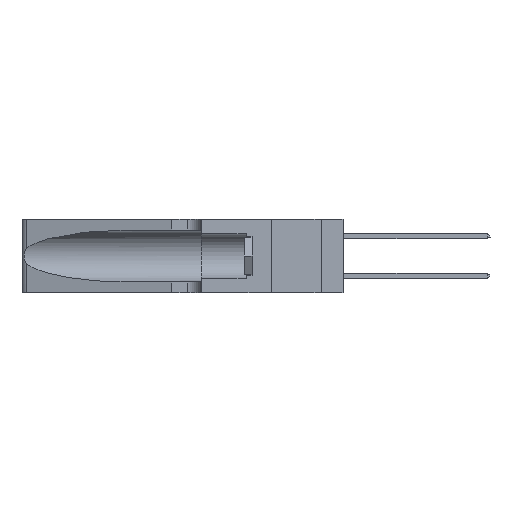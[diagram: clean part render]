
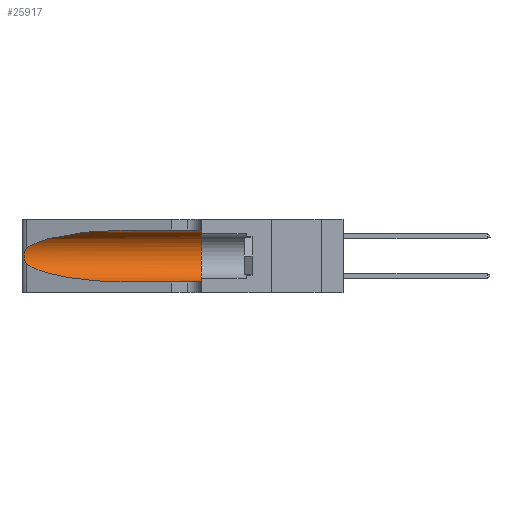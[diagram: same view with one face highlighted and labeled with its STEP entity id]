
A CAD part, left-side view. The second image highlights one B-rep face of the part: STEP entity #25917.
In plain terms, the highlighted cylindrical face has radius 3.308 mm (diameter 6.617 mm), a partial arc.
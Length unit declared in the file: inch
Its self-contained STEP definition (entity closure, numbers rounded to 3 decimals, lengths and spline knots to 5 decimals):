
#147 = EDGE_CURVE ( 'NONE', #6240, #9226, #20589, .T. ) ;
#329 = CARTESIAN_POINT ( 'NONE',  ( 0.25487, 1.22718, 0.14631 ) ) ;
#630 = LINE ( 'NONE', #16535, #5693 ) ;
#741 = CARTESIAN_POINT ( 'NONE',  ( 0.1305, 0.72297, 0.05475 ) ) ;
#838 = CARTESIAN_POINT ( 'NONE',  ( 0.25487, 1.22718, 0.14631 ) ) ;
#1423 = ORIENTED_EDGE ( 'NONE', *, *, #21119, .T. ) ;
#1552 = CARTESIAN_POINT ( 'NONE',  ( 0.18966, 0.96281, 0.31525 ) ) ;
#1572 = CARTESIAN_POINT ( 'NONE',  ( 0.26075, 1.23896, 0.178 ) ) ;
#1768 = CARTESIAN_POINT ( 'NONE',  ( 0.1305, 1.61858, 0.31525 ) ) ;
#1851 = CARTESIAN_POINT ( 'NONE',  ( 0.25639, 1.23186, 0.15144 ) ) ;
#1952 = CARTESIAN_POINT ( 'NONE',  ( 0.1305, 0.72297, 0.05475 ) ) ;
#2972 = CARTESIAN_POINT ( 'NONE',  ( 0.1305, 0.35, 0.31525 ) ) ;
#4246 = AXIS2_PLACEMENT_3D ( 'NONE', #15053, #6752, #6571 ) ;
#5363 = LINE ( 'NONE', #1768, #5687 ) ;
#5586 = CARTESIAN_POINT ( 'NONE',  ( 0.1305, 0.72297, 0.31525 ) ) ;
#5687 = VECTOR ( 'NONE', #6832, 39.37008 ) ;
#5693 = VECTOR ( 'NONE', #6009, 39.37008 ) ;
#5926 = EDGE_CURVE ( 'NONE', #26467, #9226, #630, .T. ) ;
#6009 = DIRECTION ( 'NONE',  ( 0., -1., 0. ) ) ;
#6168 = VERTEX_POINT ( 'NONE', #329 ) ;
#6240 = VERTEX_POINT ( 'NONE', #2972 ) ;
#6541 = CYLINDRICAL_SURFACE ( 'NONE', #4246, 0.13025 ) ;
#6571 = DIRECTION ( 'NONE',  ( 0., 0., -1. ) ) ;
#6752 = DIRECTION ( 'NONE',  ( 0., -1., 0. ) ) ;
#6832 = DIRECTION ( 'NONE',  ( 0., -1., 0. ) ) ;
#7701 = EDGE_LOOP ( 'NONE', ( #1423, #11913, #22667, #12409, #12928, #12045 ) ) ;
#8148 = CARTESIAN_POINT ( 'NONE',  ( 0.26075, 1.23896, 0.19203 ) ) ;
#9226 = VERTEX_POINT ( 'NONE', #16496 ) ;
#10117 =( BOUNDED_CURVE ( )  B_SPLINE_CURVE ( 3, ( #20765, #1552, #23234, #25227 ),
 .UNSPECIFIED., .F., .T. ) 
 B_SPLINE_CURVE_WITH_KNOTS ( ( 4, 4 ),
 ( 1.5708, 2.84003 ),
 .UNSPECIFIED. ) 
 CURVE ( )  GEOMETRIC_REPRESENTATION_ITEM ( )  RATIONAL_B_SPLINE_CURVE ( ( 1., 0.87, 0.87, 1. ) ) 
 REPRESENTATION_ITEM ( '' )  );
#11005 = CARTESIAN_POINT ( 'NONE',  ( 0.1305, 0.35, 0.185 ) ) ;
#11095 = DIRECTION ( 'NONE',  ( 0., 1., 0. ) ) ;
#11399 = AXIS2_PLACEMENT_3D ( 'NONE', #11005, #11095, #22148 ) ;
#11913 = ORIENTED_EDGE ( 'NONE', *, *, #16597, .T. ) ;
#12045 = ORIENTED_EDGE ( 'NONE', *, *, #18932, .F. ) ;
#12264 = CARTESIAN_POINT ( 'NONE',  ( 0.25555, 1.22993, 0.14849 ) ) ;
#12409 = ORIENTED_EDGE ( 'NONE', *, *, #5926, .T. ) ;
#12545 = CARTESIAN_POINT ( 'NONE',  ( 0.25856, 1.23593, 0.16098 ) ) ;
#12842 = VERTEX_POINT ( 'NONE', #23990 ) ;
#12928 = ORIENTED_EDGE ( 'NONE', *, *, #147, .F. ) ;
#13792 = CARTESIAN_POINT ( 'NONE',  ( 0.18966, 0.96281, 0.05475 ) ) ;
#14444 = CARTESIAN_POINT ( 'NONE',  ( 0.25854, 1.2359, 0.20912 ) ) ;
#14736 = CARTESIAN_POINT ( 'NONE',  ( 0.25789, 1.23486, 0.15765 ) ) ;
#15053 = CARTESIAN_POINT ( 'NONE',  ( 0.1305, 1.61858, 0.185 ) ) ;
#15390 = VERTEX_POINT ( 'NONE', #5586 ) ;
#16496 = CARTESIAN_POINT ( 'NONE',  ( 0.1305, 0.35, 0.05475 ) ) ;
#16535 = CARTESIAN_POINT ( 'NONE',  ( 0.1305, 1.61858, 0.05475 ) ) ;
#16597 = EDGE_CURVE ( 'NONE', #12842, #6168, #21199, .T. ) ;
#16707 = CARTESIAN_POINT ( 'NONE',  ( 0.25487, 1.22718, 0.22369 ) ) ;
#16898 = CARTESIAN_POINT ( 'NONE',  ( 0.25487, 1.22718, 0.14631 ) ) ;
#18804 = CARTESIAN_POINT ( 'NONE',  ( 0.26018, 1.23835, 0.19895 ) ) ;
#18932 = EDGE_CURVE ( 'NONE', #15390, #6240, #5363, .T. ) ;
#20139 = CARTESIAN_POINT ( 'NONE',  ( 0.2373, 1.15595, 0.08982 ) ) ;
#20323 = EDGE_CURVE ( 'NONE', #6168, #26467, #21717, .T. ) ;
#20589 = CIRCLE ( 'NONE', #11399, 0.13025 ) ;
#20765 = CARTESIAN_POINT ( 'NONE',  ( 0.1305, 0.72297, 0.31525 ) ) ;
#21062 = CARTESIAN_POINT ( 'NONE',  ( 0.25639, 1.23184, 0.21858 ) ) ;
#21119 = EDGE_CURVE ( 'NONE', #15390, #12842, #10117, .T. ) ;
#21149 = CARTESIAN_POINT ( 'NONE',  ( 0.25787, 1.23484, 0.2124 ) ) ;
#21199 = B_SPLINE_CURVE_WITH_KNOTS ( 'NONE', 3,
 ( #16707, #27315, #21062, #21149, #14444, #18804, #8148, #1572, #25523, #12545, #14736, #1851, #12264, #16898 ),
 .UNSPECIFIED., .F., .F.,
 ( 4, 2, 2, 2, 2, 2, 4 ),
 ( 0., 0.00027, 0.00053, 0.00107, 0.0016, 0.00187, 0.00214 ),
 .UNSPECIFIED. ) ;
#21717 =( BOUNDED_CURVE ( )  B_SPLINE_CURVE ( 3, ( #838, #20139, #13792, #741 ),
 .UNSPECIFIED., .F., .F. ) 
 B_SPLINE_CURVE_WITH_KNOTS ( ( 4, 4 ),
 ( 3.44316, 4.71239 ),
 .UNSPECIFIED. ) 
 CURVE ( )  GEOMETRIC_REPRESENTATION_ITEM ( )  RATIONAL_B_SPLINE_CURVE ( ( 1., 0.87, 0.87, 1. ) ) 
 REPRESENTATION_ITEM ( '' )  );
#22148 = DIRECTION ( 'NONE',  ( 0., 0., 1. ) ) ;
#22667 = ORIENTED_EDGE ( 'NONE', *, *, #20323, .T. ) ;
#23234 = CARTESIAN_POINT ( 'NONE',  ( 0.2373, 1.15595, 0.28018 ) ) ;
#23990 = CARTESIAN_POINT ( 'NONE',  ( 0.25487, 1.22718, 0.22369 ) ) ;
#25227 = CARTESIAN_POINT ( 'NONE',  ( 0.25487, 1.22718, 0.22369 ) ) ;
#25523 = CARTESIAN_POINT ( 'NONE',  ( 0.26017, 1.23833, 0.17102 ) ) ;
#25801 = FACE_OUTER_BOUND ( 'NONE', #7701, .T. ) ;
#25917 = ADVANCED_FACE ( 'NONE', ( #25801 ), #6541, .F. ) ;
#26467 = VERTEX_POINT ( 'NONE', #1952 ) ;
#27315 = CARTESIAN_POINT ( 'NONE',  ( 0.25555, 1.22994, 0.2215 ) ) ;
